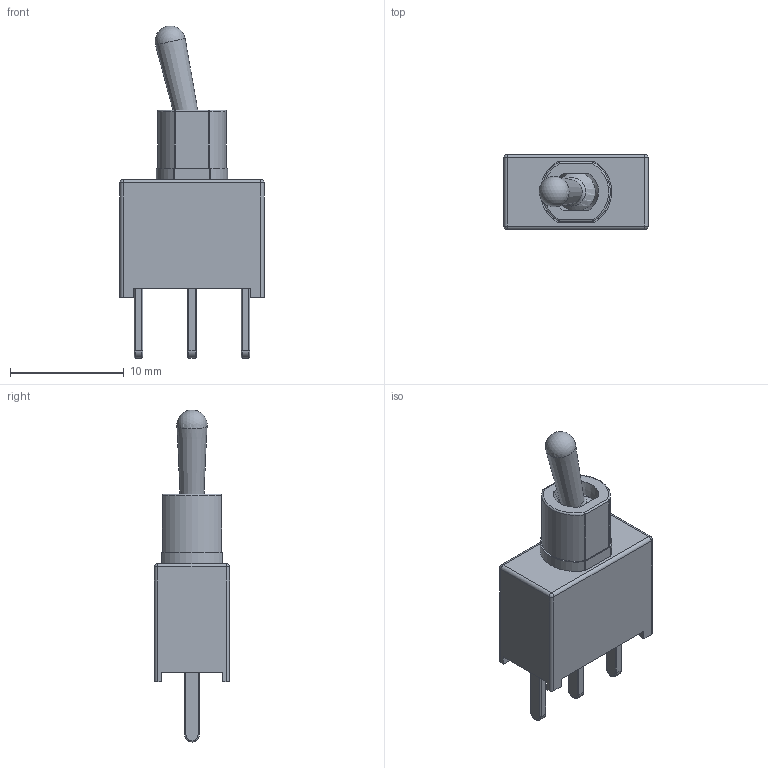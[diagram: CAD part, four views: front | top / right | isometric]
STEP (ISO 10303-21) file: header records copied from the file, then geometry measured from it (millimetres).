
FILE_DESCRIPTION(/* description */ (''),/* implementation_level */ '2;1');
FILE_NAME(/* name */ 'toggle_switch_dailywell_1AS1T2B4M2QE.step',/* time_stamp */ '2022-09-02T23:07:57+01:00',/* author */ (''),/* organization */ (''),/* preprocessor_version */ 'ST-DEVELOPER v19',/* originating_system */ 'Autodesk Translation Framework v11.7.0.108',/* authorisation */ '');
FILE_SCHEMA (('AUTOMOTIVE_DESIGN { 1 0 10303 214 3 1 1 }'));
Length unit declared in the file: millimetre
Products named in the file (1): Toggle Switch Daily Well 1AS1T2B4M2QE
Bounding box: 12.7 x 6.6 x 29.2 mm (x, y, z)
Volume: 1022.2 mm3; surface area: 900.5 mm2
Topology: 5 solids, 5 shells, 103 faces, 248 edges, 148 vertices
Faces by surface type: plane 42, cylinder 39, sphere 10, torus 9, cone 3
Entity records: 2983 total; most frequent: DIRECTION 539, CARTESIAN_POINT 496, ORIENTED_EDGE 472, EDGE_CURVE 236, AXIS2_PLACEMENT_3D 203, VERTEX_POINT 148, LINE 133, VECTOR 133
